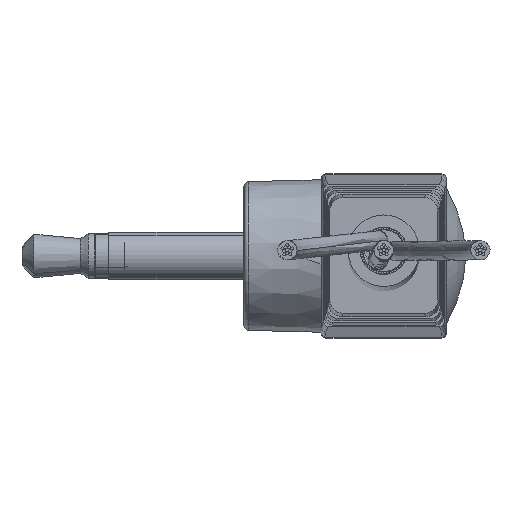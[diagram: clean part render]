
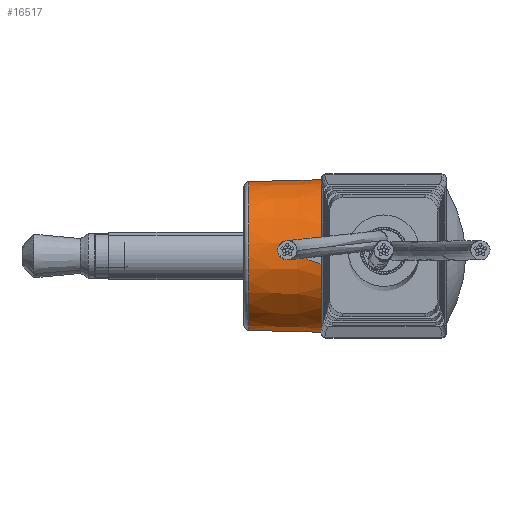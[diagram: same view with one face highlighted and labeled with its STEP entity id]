
A CAD part, top view. The second image highlights one B-rep face of the part: STEP entity #16517.
In plain terms, the highlighted conical face has half-angle 1.432 degrees and reference radius 3.85 mm.
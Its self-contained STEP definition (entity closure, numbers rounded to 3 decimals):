
#676 = VERTEX_POINT ( 'NONE', #7550 ) ;
#833 = CARTESIAN_POINT ( 'NONE',  ( 3.928, -7.501, 0.412 ) ) ;
#1051 = ORIENTED_EDGE ( 'NONE', *, *, #2946, .F. ) ;
#1235 = CARTESIAN_POINT ( 'NONE',  ( 3.928, -7.501, -0.412 ) ) ;
#1275 = CARTESIAN_POINT ( 'NONE',  ( 3.928, -7.816, -0.333 ) ) ;
#1436 = CARTESIAN_POINT ( 'NONE',  ( 0., -11.256, -3.856 ) ) ;
#1606 = EDGE_CURVE ( 'NONE', #676, #10165, #14519, .T. ) ;
#1694 = CARTESIAN_POINT ( 'NONE',  ( 0., -11.5, -3.85 ) ) ;
#2108 = AXIS2_PLACEMENT_3D ( 'NONE', #16046, #6609, #15922 ) ;
#2514 = CARTESIAN_POINT ( 'NONE',  ( 3.928, -7.659, -0.375 ) ) ;
#2558 = CARTESIAN_POINT ( 'NONE',  ( 3.928, -8.333, -0.083 ) ) ;
#2617 = CARTESIAN_POINT ( 'NONE',  ( 3.928, -8.278, 0.133 ) ) ;
#2677 = ORIENTED_EDGE ( 'NONE', *, *, #11931, .T. ) ;
#2688 = CARTESIAN_POINT ( 'NONE',  ( 3.928, -8.057, 0.247 ) ) ;
#2946 = EDGE_CURVE ( 'NONE', #10165, #12973, #12928, .T. ) ;
#3023 = DIRECTION ( 'NONE',  ( 0., 1., 0. ) ) ;
#3158 = ORIENTED_EDGE ( 'NONE', *, *, #16763, .T. ) ;
#3763 = EDGE_CURVE ( 'NONE', #12460, #5412, #8536, .T. ) ;
#3923 = CARTESIAN_POINT ( 'NONE',  ( 3.928, -8.362, -0.047 ) ) ;
#4106 = ORIENTED_EDGE ( 'NONE', *, *, #16135, .T. ) ;
#4266 = CARTESIAN_POINT ( 'NONE',  ( 0., -7.501, 3.95 ) ) ;
#4556 = DIRECTION ( 'NONE',  ( 0., 1., 0. ) ) ;
#5198 = VERTEX_POINT ( 'NONE', #1436 ) ;
#5336 = CARTESIAN_POINT ( 'NONE',  ( 3.928, -8.271, -0.138 ) ) ;
#5412 = VERTEX_POINT ( 'NONE', #5727 ) ;
#5727 = CARTESIAN_POINT ( 'NONE',  ( 0., -7.501, -3.95 ) ) ;
#6037 = DIRECTION ( 'NONE',  ( 0., 1., 0. ) ) ;
#6242 = AXIS2_PLACEMENT_3D ( 'NONE', #13955, #6037, #12662 ) ;
#6609 = DIRECTION ( 'NONE',  ( 0., 1., 0. ) ) ;
#6644 = FACE_OUTER_BOUND ( 'NONE', #8796, .T. ) ;
#6695 = CARTESIAN_POINT ( 'NONE',  ( 3.928, -7.822, 0.331 ) ) ;
#6805 = CARTESIAN_POINT ( 'NONE',  ( 3.928, -8.127, -0.22 ) ) ;
#7175 = AXIS2_PLACEMENT_3D ( 'NONE', #13628, #3023, #12358 ) ;
#7550 = CARTESIAN_POINT ( 'NONE',  ( 0., -11.256, 3.856 ) ) ;
#7895 = AXIS2_PLACEMENT_3D ( 'NONE', #12533, #4556, #13866 ) ;
#8034 = CARTESIAN_POINT ( 'NONE',  ( 3.928, -7.501, 0.412 ) ) ;
#8536 = CIRCLE ( 'NONE', #7895, 3.95 ) ;
#8796 = EDGE_LOOP ( 'NONE', ( #2677, #3158, #11108, #4106, #1051, #13469 ) ) ;
#10165 = VERTEX_POINT ( 'NONE', #4266 ) ;
#10566 = VECTOR ( 'NONE', #16340, 1000. ) ;
#10625 = CARTESIAN_POINT ( 'NONE',  ( 3.928, -8.049, -0.25 ) ) ;
#10812 = CIRCLE ( 'NONE', #6242, 3.856 ) ;
#10938 = VECTOR ( 'NONE', #15763, 1000. ) ;
#11108 = ORIENTED_EDGE ( 'NONE', *, *, #3763, .F. ) ;
#11814 = LINE ( 'NONE', #1694, #10566 ) ;
#11848 = CARTESIAN_POINT ( 'NONE',  ( 3.928, -8.134, 0.216 ) ) ;
#11931 = EDGE_CURVE ( 'NONE', #676, #5198, #10812, .T. ) ;
#12358 = DIRECTION ( 'NONE',  ( 0., 0., 1. ) ) ;
#12460 = VERTEX_POINT ( 'NONE', #16125 ) ;
#12533 = CARTESIAN_POINT ( 'NONE',  ( 0., -7.501, 0. ) ) ;
#12662 = DIRECTION ( 'NONE',  ( 0., 0., -1. ) ) ;
#12895 = CONICAL_SURFACE ( 'NONE', #7175, 3.85, 0.025 ) ;
#12928 = CIRCLE ( 'NONE', #2108, 3.95 ) ;
#12973 = VERTEX_POINT ( 'NONE', #833 ) ;
#13254 = CARTESIAN_POINT ( 'NONE',  ( 3.928, -8.366, 0.037 ) ) ;
#13318 = CARTESIAN_POINT ( 'NONE',  ( 0., -11.5, 3.85 ) ) ;
#13469 = ORIENTED_EDGE ( 'NONE', *, *, #1606, .F. ) ;
#13628 = CARTESIAN_POINT ( 'NONE',  ( 0., -11.5, 0. ) ) ;
#13866 = DIRECTION ( 'NONE',  ( 0., 0., 1. ) ) ;
#13955 = CARTESIAN_POINT ( 'NONE',  ( 0., -11.256, 0. ) ) ;
#14519 = LINE ( 'NONE', #13318, #10938 ) ;
#14670 = CARTESIAN_POINT ( 'NONE',  ( 3.928, -8.243, 0.156 ) ) ;
#15040 = B_SPLINE_CURVE_WITH_KNOTS ( 'NONE', 3,
 ( #1235, #2514, #1275, #10625, #6805, #16107, #5336, #2558, #3923, #13254, #17168, #2617, #14670, #11848, #2688, #6695, #15994, #8034 ),
 .UNSPECIFIED., .F., .F.,
 ( 4, 2, 2, 2, 2, 2, 2, 2, 4 ),
 ( 0.006, 0.006, 0.007, 0.007, 0.007, 0.007, 0.007, 0.007, 0.008 ),
 .UNSPECIFIED. ) ;
#15763 = DIRECTION ( 'NONE',  ( 0., 1., 0.025 ) ) ;
#15922 = DIRECTION ( 'NONE',  ( 0., 0., 1. ) ) ;
#15994 = CARTESIAN_POINT ( 'NONE',  ( 3.928, -7.662, 0.374 ) ) ;
#16046 = CARTESIAN_POINT ( 'NONE',  ( 0., -7.501, 0. ) ) ;
#16107 = CARTESIAN_POINT ( 'NONE',  ( 3.928, -8.236, -0.16 ) ) ;
#16125 = CARTESIAN_POINT ( 'NONE',  ( 3.928, -7.501, -0.412 ) ) ;
#16135 = EDGE_CURVE ( 'NONE', #12460, #12973, #15040, .T. ) ;
#16340 = DIRECTION ( 'NONE',  ( 0., 1., -0.025 ) ) ;
#16517 = ADVANCED_FACE ( 'NONE', ( #6644 ), #12895, .T. ) ;
#16763 = EDGE_CURVE ( 'NONE', #5198, #5412, #11814, .T. ) ;
#17168 = CARTESIAN_POINT ( 'NONE',  ( 3.928, -8.339, 0.075 ) ) ;
